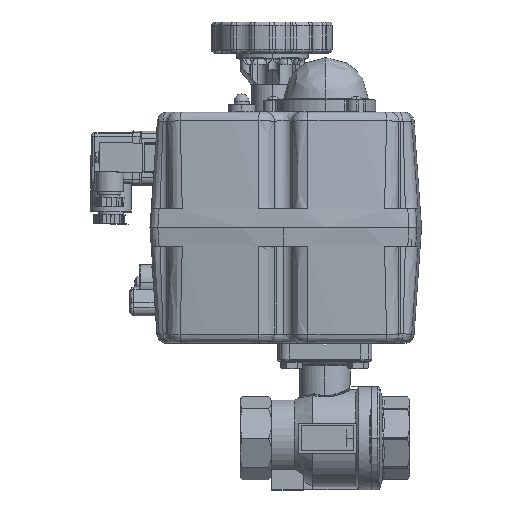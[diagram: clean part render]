
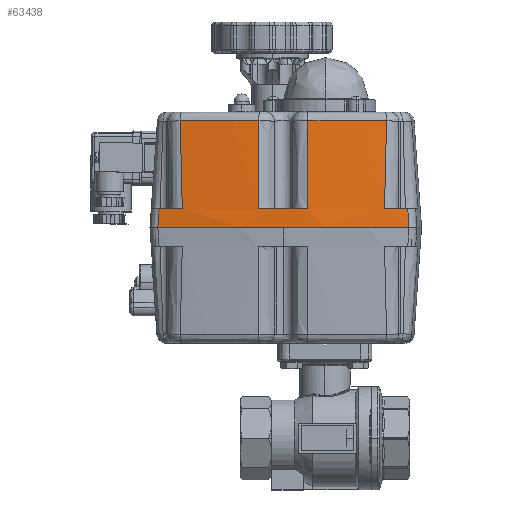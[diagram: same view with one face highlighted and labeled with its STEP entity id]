
A CAD part, top view. The second image highlights one B-rep face of the part: STEP entity #63438.
In plain terms, the highlighted conical face has half-angle 4 degrees and reference radius 403.75 mm.
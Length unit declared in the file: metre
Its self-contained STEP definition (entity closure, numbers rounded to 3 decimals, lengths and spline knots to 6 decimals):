
#1554 = CARTESIAN_POINT ( 'NONE',  ( -0.035688, 0.060311, 0.171604 ) ) ;
#2188 = CARTESIAN_POINT ( 'NONE',  ( -0.114847, 0.060311, 0.166353 ) ) ;
#4154 = ORIENTED_EDGE ( 'NONE', *, *, #118620, .T. ) ;
#5586 = CARTESIAN_POINT ( 'NONE',  ( -0.103625, 0.10716, 0.16475 ) ) ;
#7471 = CARTESIAN_POINT ( 'NONE',  ( -0.035688, 0.060311, 0.171604 ) ) ;
#8175 = CARTESIAN_POINT ( 'NONE',  ( -0.048716, 0.060311, -0.231236 ) ) ;
#8768 = CARTESIAN_POINT ( 'NONE',  ( 0.006194, 0.10716, 0.16475 ) ) ;
#8803 = AXIS2_PLACEMENT_3D ( 'NONE', #42596, #137098, #138658 ) ;
#9531 = CARTESIAN_POINT ( 'NONE',  ( 0.005099, 0.060311, 0.168206 ) ) ;
#14330 = CIRCLE ( 'NONE', #146610, 0.403051 ) ;
#15638 = CARTESIAN_POINT ( 'NONE',  ( -0.035687, 0.075928, 0.170512 ) ) ;
#15808 = CARTESIAN_POINT ( 'NONE',  ( -0.061744, 0.075928, 0.170512 ) ) ;
#18645 = ORIENTED_EDGE ( 'NONE', *, *, #48902, .T. ) ;
#18778 = CARTESIAN_POINT ( 'NONE',  ( -0.048716, 0.060311, -0.231236 ) ) ;
#19147 = AXIS2_PLACEMENT_3D ( 'NONE', #18778, #88262, #148451 ) ;
#21024 = DIRECTION ( 'NONE',  ( 0., 0., -1. ) ) ;
#21274 = CARTESIAN_POINT ( 'NONE',  ( -0.061743, 0.060311, 0.171604 ) ) ;
#23574 = EDGE_CURVE ( 'NONE', #93870, #57575, #59496, .T. ) ;
#24321 = CARTESIAN_POINT ( 'NONE',  ( -0.10253, 0.060311, 0.168206 ) ) ;
#28338 = CARTESIAN_POINT ( 'NONE',  ( 0.017907, 0.053645, 0.166743 ) ) ;
#29121 = CARTESIAN_POINT ( 'NONE',  ( 0.017692, 0.056978, 0.166543 ) ) ;
#29504 = ORIENTED_EDGE ( 'NONE', *, *, #40625, .T. ) ;
#31124 = DIRECTION ( 'NONE',  ( 1., 0., 0. ) ) ;
#34288 = DIRECTION ( 'NONE',  ( 0., -1., 0. ) ) ;
#34659 = CIRCLE ( 'NONE', #144342, 0.399775 ) ;
#35868 = VERTEX_POINT ( 'NONE', #40646 ) ;
#38507 = DIRECTION ( 'NONE',  ( 0., -1., 0. ) ) ;
#40625 = EDGE_CURVE ( 'NONE', #76211, #135036, #58684, .T. ) ;
#40646 = CARTESIAN_POINT ( 'NONE',  ( -0.035686, 0.10716, 0.168327 ) ) ;
#42596 = CARTESIAN_POINT ( 'NONE',  ( -0.048716, 0.050311, -0.231236 ) ) ;
#42805 = ORIENTED_EDGE ( 'NONE', *, *, #129678, .T. ) ;
#45586 = CARTESIAN_POINT ( 'NONE',  ( 0.005672, 0.092591, 0.165851 ) ) ;
#45884 = ORIENTED_EDGE ( 'NONE', *, *, #64168, .T. ) ;
#46421 = EDGE_CURVE ( 'NONE', #132082, #76211, #34659, .T. ) ;
#47661 = ORIENTED_EDGE ( 'NONE', *, *, #101914, .T. ) ;
#48902 = EDGE_CURVE ( 'NONE', #64527, #80246, #140772, .T. ) ;
#52507 = CARTESIAN_POINT ( 'NONE',  ( -0.061744, 0.091544, 0.169419 ) ) ;
#53427 = VERTEX_POINT ( 'NONE', #21274 ) ;
#53721 = DIRECTION ( 'NONE',  ( 0., -1., 0. ) ) ;
#53993 = CIRCLE ( 'NONE', #141324, 0.399775 ) ;
#56252 = CIRCLE ( 'NONE', #8803, 0.40375 ) ;
#57575 = VERTEX_POINT ( 'NONE', #143733 ) ;
#58684 = B_SPLINE_CURVE_WITH_KNOTS ( 'NONE', 3,
 ( #130560, #109396, #97611, #24321 ),
 .UNSPECIFIED., .F., .F.,
 ( 4, 4 ),
 ( 0., 1. ),
 .UNSPECIFIED. ) ;
#59496 = B_SPLINE_CURVE_WITH_KNOTS ( 'NONE', 3,
 ( #9531, #82147, #45586, #8768 ),
 .UNSPECIFIED., .F., .F.,
 ( 4, 4 ),
 ( 0., 1. ),
 .UNSPECIFIED. ) ;
#63438 = ADVANCED_FACE ( 'NONE', ( #142033 ), #92305, .T. ) ;
#64168 = EDGE_CURVE ( 'NONE', #35868, #84381, #84354, .T. ) ;
#64527 = VERTEX_POINT ( 'NONE', #64583 ) ;
#64583 = CARTESIAN_POINT ( 'NONE',  ( 0.018121, 0.050311, 0.166944 ) ) ;
#65916 = B_SPLINE_CURVE_WITH_KNOTS ( 'NONE', 3,
 ( #2188, #74044, #84257, #144438 ),
 .UNSPECIFIED., .F., .F.,
 ( 4, 4 ),
 ( 0., 1. ),
 .UNSPECIFIED. ) ;
#66915 = CARTESIAN_POINT ( 'NONE',  ( -0.048716, 0.10716, -0.231236 ) ) ;
#69113 = AXIS2_PLACEMENT_3D ( 'NONE', #93367, #38507, #69939 ) ;
#69939 = DIRECTION ( 'NONE',  ( 1., 0., 0. ) ) ;
#70136 = CARTESIAN_POINT ( 'NONE',  ( -0.048716, 0.050311, -0.231236 ) ) ;
#73448 = B_SPLINE_CURVE_WITH_KNOTS ( 'NONE', 3,
 ( #100870, #15808, #52507, #89941 ),
 .UNSPECIFIED., .F., .F.,
 ( 4, 4 ),
 ( 0., 1. ),
 .UNSPECIFIED. ) ;
#74044 = CARTESIAN_POINT ( 'NONE',  ( -0.115082, 0.056978, 0.16655 ) ) ;
#74769 = AXIS2_PLACEMENT_3D ( 'NONE', #70136, #34288, #21024 ) ;
#74910 = EDGE_CURVE ( 'NONE', #57575, #35868, #53993, .T. ) ;
#76211 = VERTEX_POINT ( 'NONE', #5586 ) ;
#76592 = DIRECTION ( 'NONE',  ( 0., -1., 0. ) ) ;
#80246 = VERTEX_POINT ( 'NONE', #118041 ) ;
#82147 = CARTESIAN_POINT ( 'NONE',  ( 0.005306, 0.076975, 0.167003 ) ) ;
#83498 = CARTESIAN_POINT ( 'NONE',  ( -0.114847, 0.060311, 0.166353 ) ) ;
#84257 = CARTESIAN_POINT ( 'NONE',  ( -0.115318, 0.053645, 0.166747 ) ) ;
#84354 = B_SPLINE_CURVE_WITH_KNOTS ( 'NONE', 3,
 ( #99930, #108665, #15638, #1554 ),
 .UNSPECIFIED., .F., .F.,
 ( 4, 4 ),
 ( 0., 1. ),
 .UNSPECIFIED. ) ;
#84381 = VERTEX_POINT ( 'NONE', #7471 ) ;
#86374 = CARTESIAN_POINT ( 'NONE',  ( -0.061745, 0.10716, 0.168327 ) ) ;
#86634 = CIRCLE ( 'NONE', #69113, 0.403051 ) ;
#88262 = DIRECTION ( 'NONE',  ( 0., -1., 0. ) ) ;
#89163 = CARTESIAN_POINT ( 'NONE',  ( 0.018121, 0.050311, 0.166944 ) ) ;
#89941 = CARTESIAN_POINT ( 'NONE',  ( -0.061745, 0.10716, 0.168327 ) ) ;
#92305 = CONICAL_SURFACE ( 'NONE', #74769, 0.40375, 0.07 ) ;
#93367 = CARTESIAN_POINT ( 'NONE',  ( -0.048716, 0.060311, -0.231236 ) ) ;
#93870 = VERTEX_POINT ( 'NONE', #115689 ) ;
#93964 = EDGE_CURVE ( 'NONE', #149084, #141052, #65916, .T. ) ;
#94335 = ORIENTED_EDGE ( 'NONE', *, *, #23574, .T. ) ;
#94470 = CARTESIAN_POINT ( 'NONE',  ( -0.10253, 0.060311, 0.168206 ) ) ;
#97611 = CARTESIAN_POINT ( 'NONE',  ( -0.102737, 0.076982, 0.167002 ) ) ;
#99930 = CARTESIAN_POINT ( 'NONE',  ( -0.035686, 0.10716, 0.168327 ) ) ;
#100870 = CARTESIAN_POINT ( 'NONE',  ( -0.061743, 0.060311, 0.171604 ) ) ;
#101914 = EDGE_CURVE ( 'NONE', #141052, #64527, #56252, .T. ) ;
#103483 = DIRECTION ( 'NONE',  ( 0., -1., 0. ) ) ;
#108665 = CARTESIAN_POINT ( 'NONE',  ( -0.035687, 0.091544, 0.169419 ) ) ;
#109396 = CARTESIAN_POINT ( 'NONE',  ( -0.103104, 0.092598, 0.165851 ) ) ;
#115689 = CARTESIAN_POINT ( 'NONE',  ( 0.005099, 0.060311, 0.168206 ) ) ;
#118041 = CARTESIAN_POINT ( 'NONE',  ( 0.017478, 0.060311, 0.166342 ) ) ;
#118593 = EDGE_CURVE ( 'NONE', #135036, #149084, #86634, .T. ) ;
#118620 = EDGE_CURVE ( 'NONE', #53427, #132082, #73448, .T. ) ;
#122837 = ORIENTED_EDGE ( 'NONE', *, *, #74910, .T. ) ;
#122839 = CARTESIAN_POINT ( 'NONE',  ( -0.048716, 0.10716, -0.231236 ) ) ;
#124304 = ORIENTED_EDGE ( 'NONE', *, *, #46421, .T. ) ;
#129678 = EDGE_CURVE ( 'NONE', #84381, #53427, #149147, .T. ) ;
#130560 = CARTESIAN_POINT ( 'NONE',  ( -0.103625, 0.10716, 0.16475 ) ) ;
#132082 = VERTEX_POINT ( 'NONE', #86374 ) ;
#135036 = VERTEX_POINT ( 'NONE', #94470 ) ;
#135320 = CARTESIAN_POINT ( 'NONE',  ( 0.017478, 0.060311, 0.166342 ) ) ;
#137098 = DIRECTION ( 'NONE',  ( 0., 1., 0. ) ) ;
#137195 = ORIENTED_EDGE ( 'NONE', *, *, #118593, .T. ) ;
#138658 = DIRECTION ( 'NONE',  ( 1., 0., 0. ) ) ;
#140772 = B_SPLINE_CURVE_WITH_KNOTS ( 'NONE', 3,
 ( #89163, #28338, #29121, #135320 ),
 .UNSPECIFIED., .F., .F.,
 ( 4, 4 ),
 ( 0., 1. ),
 .UNSPECIFIED. ) ;
#141052 = VERTEX_POINT ( 'NONE', #148255 ) ;
#141324 = AXIS2_PLACEMENT_3D ( 'NONE', #122839, #76592, #147801 ) ;
#142033 = FACE_OUTER_BOUND ( 'NONE', #147731, .T. ) ;
#142230 = EDGE_CURVE ( 'NONE', #80246, #93870, #14330, .T. ) ;
#143733 = CARTESIAN_POINT ( 'NONE',  ( 0.006194, 0.10716, 0.16475 ) ) ;
#144342 = AXIS2_PLACEMENT_3D ( 'NONE', #66915, #53721, #31124 ) ;
#144438 = CARTESIAN_POINT ( 'NONE',  ( -0.115553, 0.050311, 0.166944 ) ) ;
#145559 = ORIENTED_EDGE ( 'NONE', *, *, #93964, .T. ) ;
#146610 = AXIS2_PLACEMENT_3D ( 'NONE', #8175, #103483, #151168 ) ;
#147731 = EDGE_LOOP ( 'NONE', ( #154533, #94335, #122837, #45884, #42805, #4154, #124304, #29504, #137195, #145559, #47661, #18645 ) ) ;
#147801 = DIRECTION ( 'NONE',  ( 1., 0., 0. ) ) ;
#148255 = CARTESIAN_POINT ( 'NONE',  ( -0.115553, 0.050311, 0.166944 ) ) ;
#148451 = DIRECTION ( 'NONE',  ( 1., 0., 0. ) ) ;
#149084 = VERTEX_POINT ( 'NONE', #83498 ) ;
#149147 = CIRCLE ( 'NONE', #19147, 0.403051 ) ;
#151168 = DIRECTION ( 'NONE',  ( 1., 0., 0. ) ) ;
#154533 = ORIENTED_EDGE ( 'NONE', *, *, #142230, .T. ) ;
